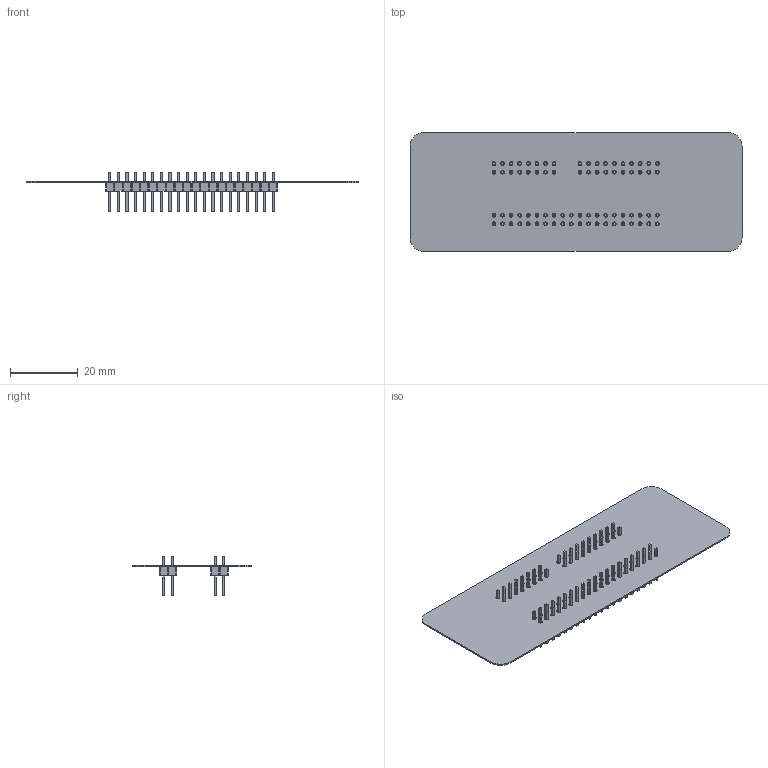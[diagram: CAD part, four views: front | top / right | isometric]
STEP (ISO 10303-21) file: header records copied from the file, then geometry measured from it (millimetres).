
FILE_DESCRIPTION(('Open CASCADE Model'),'2;1');
FILE_NAME('Open CASCADE Shape Model','2022-07-30T23:42:00',('Author'),( 'Open CASCADE'),'Open CASCADE STEP processor 6.8','Open CASCADE 6.8' ,'Unknown');
FILE_SCHEMA(('AUTOMOTIVE_DESIGN { 1 0 10303 214 1 1 1 1 }'));
Length unit declared in the file: millimetre
Products named in the file (7): PCB; Board; Open CASCADE STEP translator 6.8 1.1.1; XS1_Perph1; User_Library-PLS-2; XS2_Perph1; P1_RPiCONN1
Assembly tree (43 placements, depth 3):
  PCB
    Board
      Open CASCADE STEP translator 6.8 1.1.1
    XS1_Perph1
      User_Library-PLS-2  x8
    XS2_Perph1
      User_Library-PLS-2  x20
    P1_RPiCONN1
      User_Library-PLS-2  x10
Bounding box: 98 x 35 x 11.54 mm (x, y, z)
Volume: 2884.4 mm3; surface area: 12456.2 mm2
Topology: 153 solids, 153 shells, 2214 faces, 5116 edges, 3208 vertices
Faces by surface type: plane 2134, cylinder 80
Full cylindrical faces by diameter (mm): 1.1 x76
Entity records: 5432 total; most frequent: DIRECTION 912, CARTESIAN_POINT 814, ORIENTED_EDGE 760, EDGE_CURVE 380, AXIS2_PLACEMENT_3D 346, FACE_BOUND 298, EDGE_LOOP 298, VERTEX_POINT 248
